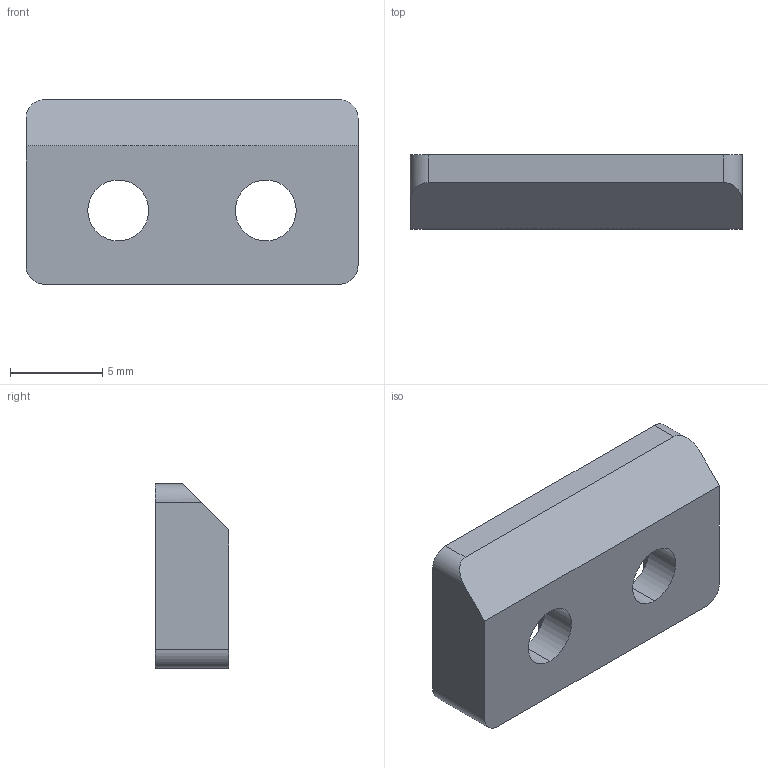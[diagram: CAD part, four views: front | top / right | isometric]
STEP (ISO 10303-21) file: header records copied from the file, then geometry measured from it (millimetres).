
FILE_DESCRIPTION (( 'STEP AP214' ), '1' );
FILE_NAME ('electronicsCoverTopPseudoHinge GBtTinyMII.STEP', '2023-06-23T14:29:18', ( '' ), ( '' ), 'SwSTEP 2.0', 'SolidWorks 2018', '' );
FILE_SCHEMA (( 'AUTOMOTIVE_DESIGN' ));
Length unit declared in the file: millimetre
Products named in the file (1): electronicsCoverTopPseudoHinge GBtTinyMII
Bounding box: 18 x 4 x 10 mm (x, y, z)
Volume: 463.9 mm3; surface area: 598.6 mm2
Topology: 1 solids, 1 shells, 25 faces, 69 edges, 46 vertices
Faces by surface type: plane 13, cylinder 12
Entity records: 847 total; most frequent: CARTESIAN_POINT 147, DIRECTION 141, ORIENTED_EDGE 138, EDGE_CURVE 69, AXIS2_PLACEMENT_3D 48, VERTEX_POINT 46, LINE 45, VECTOR 45
